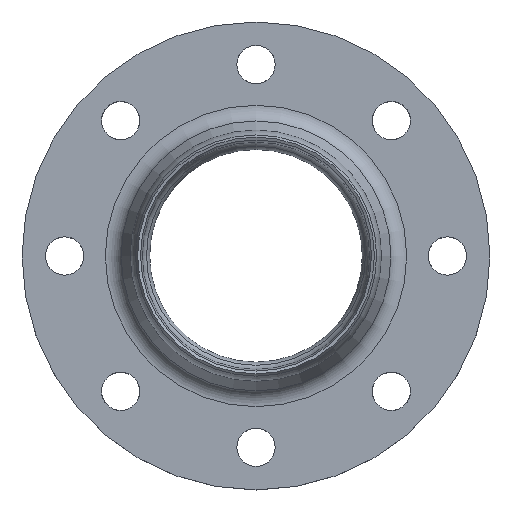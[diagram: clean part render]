
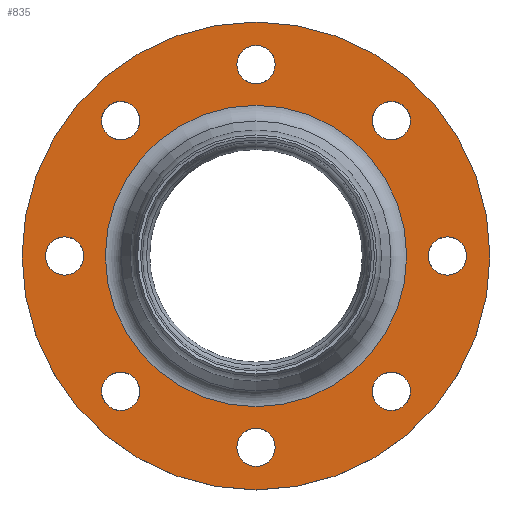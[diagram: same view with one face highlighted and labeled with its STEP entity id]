
A CAD part, top view. The second image highlights one B-rep face of the part: STEP entity #835.
In plain terms, the highlighted planar face has unit normal (0, 0, 1).
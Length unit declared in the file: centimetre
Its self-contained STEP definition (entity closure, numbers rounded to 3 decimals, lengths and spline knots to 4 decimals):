
#25=FACE_BOUND('',#186,.T.);
#26=FACE_BOUND('',#187,.T.);
#27=FACE_BOUND('',#188,.T.);
#28=FACE_BOUND('',#189,.T.);
#29=FACE_BOUND('',#190,.T.);
#30=FACE_BOUND('',#191,.T.);
#31=FACE_BOUND('',#192,.T.);
#32=FACE_BOUND('',#193,.T.);
#33=FACE_BOUND('',#194,.T.);
#37=PLANE('',#928);
#139=FACE_OUTER_BOUND('',#185,.T.);
#185=EDGE_LOOP('',(#662));
#186=EDGE_LOOP('',(#663));
#187=EDGE_LOOP('',(#664));
#188=EDGE_LOOP('',(#665));
#189=EDGE_LOOP('',(#666));
#190=EDGE_LOOP('',(#667));
#191=EDGE_LOOP('',(#668));
#192=EDGE_LOOP('',(#669));
#193=EDGE_LOOP('',(#670));
#194=EDGE_LOOP('',(#671));
#228=CIRCLE('',#877,9.);
#231=CIRCLE('',#881,9.);
#234=CIRCLE('',#885,9.);
#237=CIRCLE('',#889,9.);
#240=CIRCLE('',#893,9.);
#243=CIRCLE('',#897,9.);
#246=CIRCLE('',#901,9.);
#249=CIRCLE('',#905,9.);
#265=CIRCLE('',#927,70.8292);
#266=CIRCLE('',#929,110.);
#326=VERTEX_POINT('',#1346);
#330=VERTEX_POINT('',#1369);
#334=VERTEX_POINT('',#1392);
#338=VERTEX_POINT('',#1415);
#342=VERTEX_POINT('',#1438);
#346=VERTEX_POINT('',#1461);
#350=VERTEX_POINT('',#1484);
#355=VERTEX_POINT('',#1510);
#363=VERTEX_POINT('',#1556);
#364=VERTEX_POINT('',#1560);
#415=EDGE_CURVE('',#326,#326,#228,.T.);
#420=EDGE_CURVE('',#330,#330,#231,.T.);
#425=EDGE_CURVE('',#334,#334,#234,.T.);
#430=EDGE_CURVE('',#338,#338,#237,.T.);
#435=EDGE_CURVE('',#342,#342,#240,.T.);
#440=EDGE_CURVE('',#346,#346,#243,.T.);
#445=EDGE_CURVE('',#350,#350,#246,.T.);
#451=EDGE_CURVE('',#355,#355,#249,.T.);
#471=EDGE_CURVE('',#363,#363,#265,.T.);
#472=EDGE_CURVE('',#364,#364,#266,.T.);
#662=ORIENTED_EDGE('',*,*,#472,.F.);
#663=ORIENTED_EDGE('',*,*,#415,.T.);
#664=ORIENTED_EDGE('',*,*,#420,.T.);
#665=ORIENTED_EDGE('',*,*,#425,.T.);
#666=ORIENTED_EDGE('',*,*,#430,.T.);
#667=ORIENTED_EDGE('',*,*,#435,.T.);
#668=ORIENTED_EDGE('',*,*,#440,.T.);
#669=ORIENTED_EDGE('',*,*,#445,.T.);
#670=ORIENTED_EDGE('',*,*,#451,.T.);
#671=ORIENTED_EDGE('',*,*,#471,.T.);
#835=ADVANCED_FACE('',(#139,#25,#26,#27,#28,#29,#30,#31,#32,#33),#37,.T.);
#877=AXIS2_PLACEMENT_3D('',#1347,#1038,#1039);
#881=AXIS2_PLACEMENT_3D('',#1370,#1047,#1048);
#885=AXIS2_PLACEMENT_3D('',#1393,#1056,#1057);
#889=AXIS2_PLACEMENT_3D('',#1416,#1065,#1066);
#893=AXIS2_PLACEMENT_3D('',#1439,#1074,#1075);
#897=AXIS2_PLACEMENT_3D('',#1462,#1083,#1084);
#901=AXIS2_PLACEMENT_3D('',#1485,#1092,#1093);
#905=AXIS2_PLACEMENT_3D('',#1511,#1101,#1102);
#927=AXIS2_PLACEMENT_3D('',#1558,#1148,#1149);
#928=AXIS2_PLACEMENT_3D('',#1559,#1150,#1151);
#929=AXIS2_PLACEMENT_3D('',#1561,#1152,#1153);
#1038=DIRECTION('center_axis',(0.,0.,-1.));
#1039=DIRECTION('ref_axis',(0.707,-0.707,0.));
#1047=DIRECTION('center_axis',(0.,0.,-1.));
#1048=DIRECTION('ref_axis',(0.707,0.707,0.));
#1056=DIRECTION('center_axis',(0.,0.,-1.));
#1057=DIRECTION('ref_axis',(-0.707,0.707,0.));
#1065=DIRECTION('center_axis',(0.,0.,-1.));
#1066=DIRECTION('ref_axis',(-0.707,-0.707,0.));
#1074=DIRECTION('center_axis',(0.,0.,-1.));
#1075=DIRECTION('ref_axis',(-1.,0.,0.));
#1083=DIRECTION('center_axis',(0.,0.,-1.));
#1084=DIRECTION('ref_axis',(0.,1.,0.));
#1092=DIRECTION('center_axis',(0.,0.,-1.));
#1093=DIRECTION('ref_axis',(1.,0.,0.));
#1101=DIRECTION('center_axis',(0.,0.,-1.));
#1102=DIRECTION('ref_axis',(0.,-1.,0.));
#1148=DIRECTION('center_axis',(0.,0.,-1.));
#1149=DIRECTION('ref_axis',(1.,0.,0.));
#1150=DIRECTION('center_axis',(0.,0.,1.));
#1151=DIRECTION('ref_axis',(0.,-1.,0.));
#1152=DIRECTION('center_axis',(0.,0.,-1.));
#1153=DIRECTION('ref_axis',(1.,0.,0.));
#1346=CARTESIAN_POINT('',(631.5077,225.0386,56.6503));
#1347=CARTESIAN_POINT('Origin',(637.8717,218.6747,56.6503));
#1369=CARTESIAN_POINT('',(631.5077,85.0315,56.6503));
#1370=CARTESIAN_POINT('Origin',(637.8717,91.3955,56.6503));
#1392=CARTESIAN_POINT('',(771.5148,85.0315,56.6503));
#1393=CARTESIAN_POINT('Origin',(765.1509,91.3955,56.6503));
#1415=CARTESIAN_POINT('',(771.5148,225.0386,56.6503));
#1416=CARTESIAN_POINT('Origin',(765.1509,218.6747,56.6503));
#1438=CARTESIAN_POINT('',(800.5113,155.0351,56.6503));
#1439=CARTESIAN_POINT('Origin',(791.5113,155.0351,56.6503));
#1461=CARTESIAN_POINT('',(701.5113,56.0351,56.6503));
#1462=CARTESIAN_POINT('Origin',(701.5113,65.0351,56.6503));
#1484=CARTESIAN_POINT('',(602.5113,155.0351,56.6503));
#1485=CARTESIAN_POINT('Origin',(611.5113,155.0351,56.6503));
#1510=CARTESIAN_POINT('',(701.5113,254.0351,56.6503));
#1511=CARTESIAN_POINT('Origin',(701.5113,245.0351,56.6503));
#1556=CARTESIAN_POINT('',(701.5113,84.2058,56.6503));
#1558=CARTESIAN_POINT('Origin',(701.5113,155.0351,56.6503));
#1559=CARTESIAN_POINT('Origin',(791.9259,155.0351,56.6503));
#1560=CARTESIAN_POINT('',(591.5113,155.0351,56.6503));
#1561=CARTESIAN_POINT('Origin',(701.5113,155.0351,56.6503));
